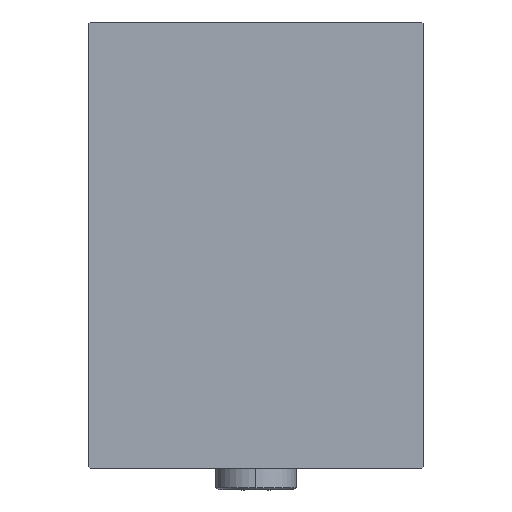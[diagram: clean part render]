
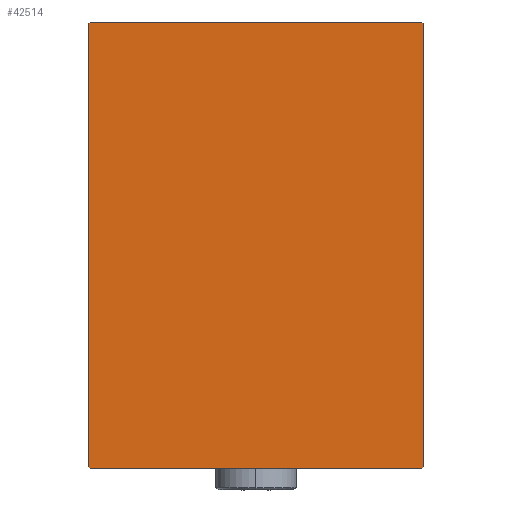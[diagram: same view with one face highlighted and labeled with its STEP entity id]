
A CAD part, left-side view. The second image highlights one B-rep face of the part: STEP entity #42514.
In plain terms, the highlighted face is planar.
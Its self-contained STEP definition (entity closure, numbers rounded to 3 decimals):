
#1281 = CARTESIAN_POINT ( 'NONE',  ( 98., -37.2, 50. ) ) ;
#1734 = CARTESIAN_POINT ( 'NONE',  ( 98., -37.5, -50. ) ) ;
#2417 = CARTESIAN_POINT ( 'NONE',  ( 98., 43.6, -43.6 ) ) ;
#2509 = ORIENTED_EDGE ( 'NONE', *, *, #32943, .T. ) ;
#2738 = VERTEX_POINT ( 'NONE', #1281 ) ;
#3108 = VERTEX_POINT ( 'NONE', #13222 ) ;
#3600 = DIRECTION ( 'NONE',  ( 1., 0., 0. ) ) ;
#3626 = VECTOR ( 'NONE', #34667, 1000. ) ;
#5184 = DIRECTION ( 'NONE',  ( 0., 0.707, 0.707 ) ) ;
#5979 = CARTESIAN_POINT ( 'NONE',  ( 98., -43.6, 43.6 ) ) ;
#6144 = CARTESIAN_POINT ( 'NONE',  ( 98., 0., 0. ) ) ;
#6157 = CARTESIAN_POINT ( 'NONE',  ( 98., 37.5, -49.7 ) ) ;
#6911 = EDGE_CURVE ( 'NONE', #2738, #9279, #30040, .T. ) ;
#7208 = CARTESIAN_POINT ( 'NONE',  ( 98., -37.5, -49.7 ) ) ;
#7323 = LINE ( 'NONE', #21426, #44073 ) ;
#8483 = CARTESIAN_POINT ( 'NONE',  ( 98., -37.2, -50. ) ) ;
#8535 = VERTEX_POINT ( 'NONE', #18431 ) ;
#8916 = CARTESIAN_POINT ( 'NONE',  ( 98., 37.2, -50. ) ) ;
#9212 = EDGE_LOOP ( 'NONE', ( #28903, #2509, #21610, #35396, #33328, #24298, #28329, #36603 ) ) ;
#9279 = VERTEX_POINT ( 'NONE', #39510 ) ;
#9472 = CARTESIAN_POINT ( 'NONE',  ( 98., -43.6, -43.6 ) ) ;
#9621 = FACE_OUTER_BOUND ( 'NONE', #9212, .T. ) ;
#9895 = VECTOR ( 'NONE', #10175, 1000. ) ;
#10175 = DIRECTION ( 'NONE',  ( 0., -0.707, 0.707 ) ) ;
#11162 = VERTEX_POINT ( 'NONE', #8483 ) ;
#13222 = CARTESIAN_POINT ( 'NONE',  ( 98., 37.5, 49.7 ) ) ;
#13387 = DIRECTION ( 'NONE',  ( 0., 0.707, -0.707 ) ) ;
#13765 = DIRECTION ( 'NONE',  ( 0., 0., -1. ) ) ;
#15834 = LINE ( 'NONE', #1734, #3626 ) ;
#17510 = EDGE_CURVE ( 'NONE', #3108, #8535, #17570, .T. ) ;
#17570 = LINE ( 'NONE', #41641, #9895 ) ;
#17966 = DIRECTION ( 'NONE',  ( 0., 0., 1. ) ) ;
#18431 = CARTESIAN_POINT ( 'NONE',  ( 98., 37.2, 50. ) ) ;
#19974 = LINE ( 'NONE', #2417, #30161 ) ;
#21426 = CARTESIAN_POINT ( 'NONE',  ( 98., 37.5, -50. ) ) ;
#21610 = ORIENTED_EDGE ( 'NONE', *, *, #27690, .T. ) ;
#23295 = EDGE_CURVE ( 'NONE', #8535, #2738, #24485, .T. ) ;
#23340 = LINE ( 'NONE', #9472, #30918 ) ;
#24116 = VECTOR ( 'NONE', #32105, 1000. ) ;
#24298 = ORIENTED_EDGE ( 'NONE', *, *, #6911, .T. ) ;
#24485 = LINE ( 'NONE', #28189, #24116 ) ;
#24767 = VERTEX_POINT ( 'NONE', #8916 ) ;
#25362 = VERTEX_POINT ( 'NONE', #7208 ) ;
#25891 = AXIS2_PLACEMENT_3D ( 'NONE', #6144, #3600, #13765 ) ;
#27690 = EDGE_CURVE ( 'NONE', #30246, #3108, #7323, .T. ) ;
#28189 = CARTESIAN_POINT ( 'NONE',  ( 98., 37.5, 50. ) ) ;
#28202 = EDGE_CURVE ( 'NONE', #9279, #25362, #32797, .T. ) ;
#28329 = ORIENTED_EDGE ( 'NONE', *, *, #28202, .T. ) ;
#28903 = ORIENTED_EDGE ( 'NONE', *, *, #33826, .T. ) ;
#29109 = CARTESIAN_POINT ( 'NONE',  ( 98., -37.5, 50. ) ) ;
#30040 = LINE ( 'NONE', #5979, #32468 ) ;
#30161 = VECTOR ( 'NONE', #5184, 1000. ) ;
#30246 = VERTEX_POINT ( 'NONE', #6157 ) ;
#30918 = VECTOR ( 'NONE', #13387, 1000. ) ;
#32105 = DIRECTION ( 'NONE',  ( 0., -1., 0. ) ) ;
#32269 = VECTOR ( 'NONE', #33481, 1000. ) ;
#32468 = VECTOR ( 'NONE', #37908, 1000. ) ;
#32797 = LINE ( 'NONE', #29109, #32269 ) ;
#32943 = EDGE_CURVE ( 'NONE', #24767, #30246, #19974, .T. ) ;
#33328 = ORIENTED_EDGE ( 'NONE', *, *, #23295, .T. ) ;
#33481 = DIRECTION ( 'NONE',  ( 0., 0., -1. ) ) ;
#33826 = EDGE_CURVE ( 'NONE', #11162, #24767, #15834, .T. ) ;
#33885 = EDGE_CURVE ( 'NONE', #25362, #11162, #23340, .T. ) ;
#34667 = DIRECTION ( 'NONE',  ( 0., 1., 0. ) ) ;
#35277 = PLANE ( 'NONE',  #25891 ) ;
#35396 = ORIENTED_EDGE ( 'NONE', *, *, #17510, .T. ) ;
#36603 = ORIENTED_EDGE ( 'NONE', *, *, #33885, .T. ) ;
#37908 = DIRECTION ( 'NONE',  ( 0., -0.707, -0.707 ) ) ;
#39510 = CARTESIAN_POINT ( 'NONE',  ( 98., -37.5, 49.7 ) ) ;
#41641 = CARTESIAN_POINT ( 'NONE',  ( 98., 43.6, 43.6 ) ) ;
#42514 = ADVANCED_FACE ( 'NONE', ( #9621 ), #35277, .T. ) ;
#44073 = VECTOR ( 'NONE', #17966, 1000. ) ;
